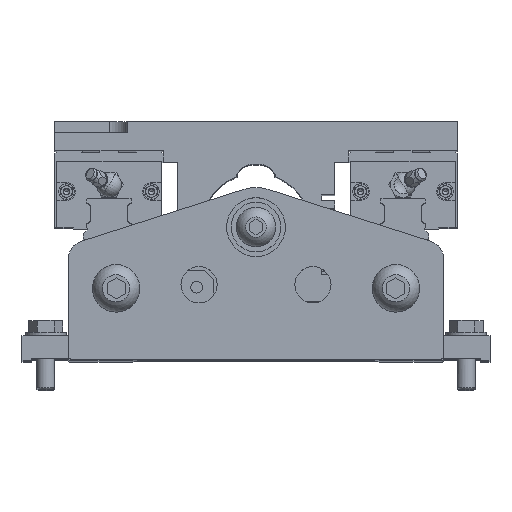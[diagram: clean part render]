
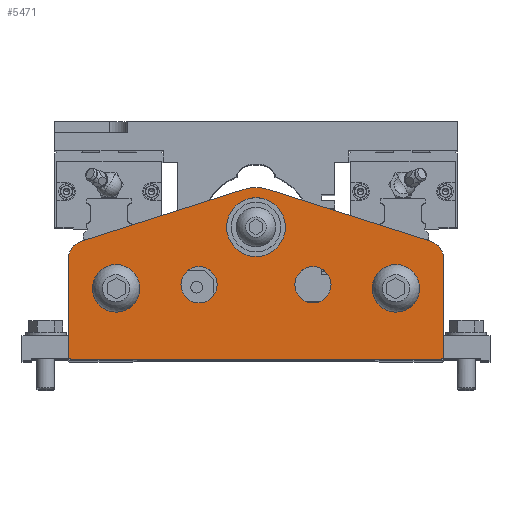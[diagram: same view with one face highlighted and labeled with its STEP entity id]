
A CAD part, top view. The second image highlights one B-rep face of the part: STEP entity #5471.
In plain terms, the highlighted planar face has unit normal (0, 0, 1).
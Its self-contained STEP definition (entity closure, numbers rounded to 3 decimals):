
#5471 = ADVANCED_FACE( '', ( #12105, #12106, #12107, #12108, #12109, #12110 ), #12111, .F. );
#12105 = FACE_BOUND( '', #19929, .T. );
#12106 = FACE_BOUND( '', #19930, .T. );
#12107 = FACE_BOUND( '', #19931, .T. );
#12108 = FACE_BOUND( '', #19932, .T. );
#12109 = FACE_OUTER_BOUND( '', #19933, .T. );
#12110 = FACE_BOUND( '', #19934, .T. );
#12111 = PLANE( '', #19935 );
#19929 = EDGE_LOOP( '', ( #35877 ) );
#19930 = EDGE_LOOP( '', ( #35878 ) );
#19931 = EDGE_LOOP( '', ( #35879 ) );
#19932 = EDGE_LOOP( '', ( #35880 ) );
#19933 = EDGE_LOOP( '', ( #35881, #35882, #35883, #35884, #35885, #35886, #35887, #35888, #35889, #35890 ) );
#19934 = EDGE_LOOP( '', ( #35891 ) );
#19935 = AXIS2_PLACEMENT_3D( '', #35892, #35893, #35894 );
#35877 = ORIENTED_EDGE( '', *, *, #50325, .F. );
#35878 = ORIENTED_EDGE( '', *, *, #50326, .T. );
#35879 = ORIENTED_EDGE( '', *, *, #46811, .F. );
#35880 = ORIENTED_EDGE( '', *, *, #47399, .T. );
#35881 = ORIENTED_EDGE( '', *, *, #48843, .F. );
#35882 = ORIENTED_EDGE( '', *, *, #50327, .T. );
#35883 = ORIENTED_EDGE( '', *, *, #49345, .F. );
#35884 = ORIENTED_EDGE( '', *, *, #44494, .T. );
#35885 = ORIENTED_EDGE( '', *, *, #47465, .F. );
#35886 = ORIENTED_EDGE( '', *, *, #48539, .F. );
#35887 = ORIENTED_EDGE( '', *, *, #50328, .F. );
#35888 = ORIENTED_EDGE( '', *, *, #50329, .F. );
#35889 = ORIENTED_EDGE( '', *, *, #50330, .F. );
#35890 = ORIENTED_EDGE( '', *, *, #49296, .F. );
#35891 = ORIENTED_EDGE( '', *, *, #50331, .F. );
#35892 = CARTESIAN_POINT( '', ( -75., 45., 258.25 ) );
#35893 = DIRECTION( '', ( 0., 0., -1. ) );
#35894 = DIRECTION( '', ( -0.304, 0.953, 0. ) );
#44494 = EDGE_CURVE( '', #52997, #52998, #52999, .F. );
#46811 = EDGE_CURVE( '', #56941, #56941, #56942, .T. );
#47399 = EDGE_CURVE( '', #57857, #57857, #57858, .T. );
#47465 = EDGE_CURVE( '', #57959, #52998, #57961, .T. );
#48539 = EDGE_CURVE( '', #59568, #57959, #59570, .T. );
#48843 = EDGE_CURVE( '', #60014, #60016, #60017, .T. );
#49296 = EDGE_CURVE( '', #60016, #60638, #60639, .T. );
#49345 = EDGE_CURVE( '', #52997, #60701, #60702, .T. );
#50325 = EDGE_CURVE( '', #61974, #61974, #61975, .F. );
#50326 = EDGE_CURVE( '', #61976, #61976, #61977, .T. );
#50327 = EDGE_CURVE( '', #60014, #60701, #61978, .F. );
#50328 = EDGE_CURVE( '', #61979, #59568, #61980, .T. );
#50329 = EDGE_CURVE( '', #61981, #61979, #61982, .T. );
#50330 = EDGE_CURVE( '', #60638, #61981, #61983, .T. );
#50331 = EDGE_CURVE( '', #61984, #61984, #61985, .F. );
#52997 = VERTEX_POINT( '', #65321 );
#52998 = VERTEX_POINT( '', #65322 );
#52999 = CIRCLE( '', #65323, 1.5 );
#56941 = VERTEX_POINT( '', #71662 );
#56942 = CIRCLE( '', #71663, 8. );
#57857 = VERTEX_POINT( '', #73107 );
#57858 = CIRCLE( '', #73108, 8. );
#57959 = VERTEX_POINT( '', #73291 );
#57961 = LINE( '', #73294, #73295 );
#59568 = VERTEX_POINT( '', #76045 );
#59570 = CIRCLE( '', #76048, 8. );
#60014 = VERTEX_POINT( '', #76785 );
#60016 = VERTEX_POINT( '', #76788 );
#60017 = LINE( '', #76789, #76790 );
#60638 = VERTEX_POINT( '', #77834 );
#60639 = CIRCLE( '', #77835, 8. );
#60701 = VERTEX_POINT( '', #77922 );
#60702 = LINE( '', #77923, #77924 );
#61974 = VERTEX_POINT( '', #80053 );
#61975 = CIRCLE( '', #80054, 10.5 );
#61976 = VERTEX_POINT( '', #80055 );
#61977 = CIRCLE( '', #80056, 13. );
#61978 = CIRCLE( '', #80057, 1.5 );
#61979 = VERTEX_POINT( '', #80058 );
#61980 = LINE( '', #80059, #80060 );
#61981 = VERTEX_POINT( '', #80061 );
#61982 = CIRCLE( '', #80062, 17.5 );
#61983 = LINE( '', #80063, #80064 );
#61984 = VERTEX_POINT( '', #80065 );
#61985 = CIRCLE( '', #80066, 10.5 );
#65321 = CARTESIAN_POINT( '', ( 81.5, 0.5, 258.25 ) );
#65322 = CARTESIAN_POINT( '', ( 83., 2., 258.25 ) );
#65323 = AXIS2_PLACEMENT_3D( '', #83906, #83907, #83908 );
#71662 = CARTESIAN_POINT( '', ( -33.2, 33.5, 258.25 ) );
#71663 = AXIS2_PLACEMENT_3D( '', #87141, #87142, #87143 );
#73107 = CARTESIAN_POINT( '', ( 33.2, 33.5, 258.25 ) );
#73108 = AXIS2_PLACEMENT_3D( '', #87875, #87876, #87877 );
#73291 = CARTESIAN_POINT( '', ( 83., 45., 258.25 ) );
#73294 = CARTESIAN_POINT( '', ( 83., 45., 258.25 ) );
#73295 = VECTOR( '', #87946, 1000. );
#76045 = CARTESIAN_POINT( '', ( 77.436, 52.62, 258.25 ) );
#76048 = AXIS2_PLACEMENT_3D( '', #89380, #89381, #89382 );
#76785 = CARTESIAN_POINT( '', ( -83., 2., 258.25 ) );
#76788 = CARTESIAN_POINT( '', ( -83., 45., 258.25 ) );
#76789 = CARTESIAN_POINT( '', ( -83., 0.5, 258.25 ) );
#76790 = VECTOR( '', #89794, 1000. );
#77834 = CARTESIAN_POINT( '', ( -77.436, 52.62, 258.25 ) );
#77835 = AXIS2_PLACEMENT_3D( '', #90356, #90357, #90358 );
#77922 = CARTESIAN_POINT( '', ( -81.5, 0.5, 258.25 ) );
#77923 = CARTESIAN_POINT( '', ( 83., 0.5, 258.25 ) );
#77924 = VECTOR( '', #90423, 1000. );
#80053 = CARTESIAN_POINT( '', ( 51.4, 31.9, 258.25 ) );
#80054 = AXIS2_PLACEMENT_3D( '', #91520, #91521, #91522 );
#80055 = CARTESIAN_POINT( '', ( 13., 59., 258.25 ) );
#80056 = AXIS2_PLACEMENT_3D( '', #91523, #91524, #91525 );
#80057 = AXIS2_PLACEMENT_3D( '', #91526, #91527, #91528 );
#80058 = CARTESIAN_POINT( '', ( 5.328, 75.669, 258.25 ) );
#80059 = CARTESIAN_POINT( '', ( 5.328, 75.669, 258.25 ) );
#80060 = VECTOR( '', #91529, 1000. );
#80061 = CARTESIAN_POINT( '', ( -5.328, 75.669, 258.25 ) );
#80062 = AXIS2_PLACEMENT_3D( '', #91530, #91531, #91532 );
#80063 = CARTESIAN_POINT( '', ( -77.436, 52.62, 258.25 ) );
#80064 = VECTOR( '', #91533, 1000. );
#80065 = CARTESIAN_POINT( '', ( -72.4, 31.9, 258.25 ) );
#80066 = AXIS2_PLACEMENT_3D( '', #91534, #91535, #91536 );
#83906 = CARTESIAN_POINT( '', ( 81.5, 2., 258.25 ) );
#83907 = DIRECTION( '', ( 0., 0., -1. ) );
#83908 = DIRECTION( '', ( -1., 0., 0. ) );
#87141 = CARTESIAN_POINT( '', ( -25.2, 33.5, 258.25 ) );
#87142 = DIRECTION( '', ( 0., 0., 1. ) );
#87143 = DIRECTION( '', ( -1., 0., 0. ) );
#87875 = CARTESIAN_POINT( '', ( 25.2, 33.5, 258.25 ) );
#87876 = DIRECTION( '', ( 0., 0., -1. ) );
#87877 = DIRECTION( '', ( 1., 0., 0. ) );
#87946 = DIRECTION( '', ( 0., -1., 0. ) );
#89380 = CARTESIAN_POINT( '', ( 75., 45., 258.25 ) );
#89381 = DIRECTION( '', ( 0., 0., -1. ) );
#89382 = DIRECTION( '', ( 1., 0., 0. ) );
#89794 = DIRECTION( '', ( 0., 1., 0. ) );
#90356 = CARTESIAN_POINT( '', ( -75., 45., 258.25 ) );
#90357 = DIRECTION( '', ( 0., 0., -1. ) );
#90358 = DIRECTION( '', ( -1., 0., 0. ) );
#90423 = DIRECTION( '', ( -1., 0., 0. ) );
#91520 = CARTESIAN_POINT( '', ( 61.9, 31.9, 258.25 ) );
#91521 = DIRECTION( '', ( 0., 0., -1. ) );
#91522 = DIRECTION( '', ( -1., 0., 0. ) );
#91523 = CARTESIAN_POINT( '', ( 0., 59., 258.25 ) );
#91524 = DIRECTION( '', ( 0., 0., -1. ) );
#91525 = DIRECTION( '', ( 1., 0., 0. ) );
#91526 = CARTESIAN_POINT( '', ( -81.5, 2., 258.25 ) );
#91527 = DIRECTION( '', ( 0., 0., -1. ) );
#91528 = DIRECTION( '', ( -1., 0., 0. ) );
#91529 = DIRECTION( '', ( 0.953, -0.304, 0. ) );
#91530 = CARTESIAN_POINT( '', ( 0., 59., 258.25 ) );
#91531 = DIRECTION( '', ( 0., 0., -1. ) );
#91532 = DIRECTION( '', ( 1., 0., 0. ) );
#91533 = DIRECTION( '', ( 0.953, 0.304, 0. ) );
#91534 = CARTESIAN_POINT( '', ( -61.9, 31.9, 258.25 ) );
#91535 = DIRECTION( '', ( 0., 0., -1. ) );
#91536 = DIRECTION( '', ( -1., 0., 0. ) );
